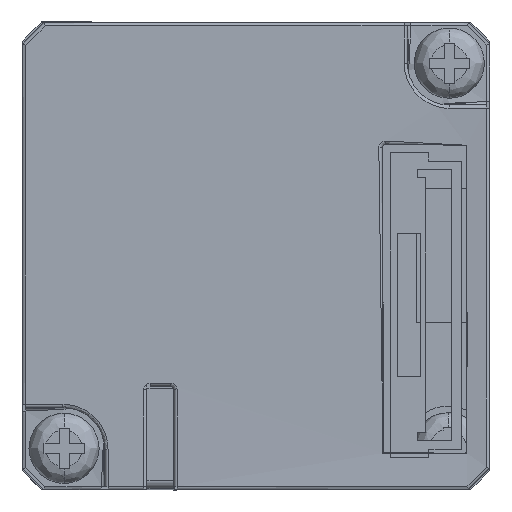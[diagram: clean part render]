
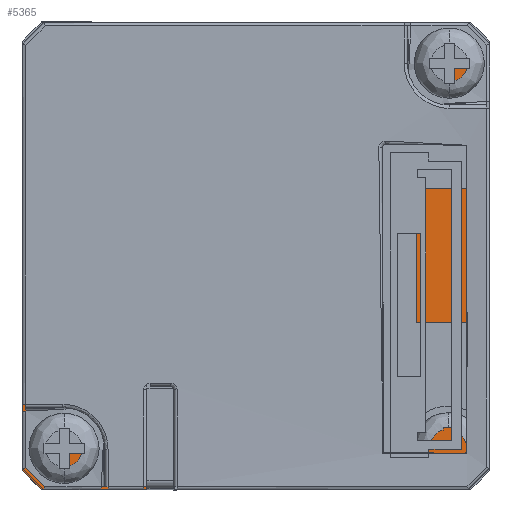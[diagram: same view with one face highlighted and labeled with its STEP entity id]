
A CAD part, front view. The second image highlights one B-rep face of the part: STEP entity #5365.
In plain terms, the highlighted planar face has unit normal (0, -1, 0).
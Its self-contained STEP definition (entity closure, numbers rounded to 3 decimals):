
#88 = DIRECTION ( 'NONE',  ( 0.707, 0., 0.707 ) ) ;
#113 = VERTEX_POINT ( 'NONE', #1749 ) ;
#266 = DIRECTION ( 'NONE',  ( 0., 0., -1. ) ) ;
#300 = CARTESIAN_POINT ( 'NONE',  ( 0.134, -31.654, 5.6 ) ) ;
#347 = AXIS2_PLACEMENT_3D ( 'NONE', #6254, #2186, #6936 ) ;
#380 = VERTEX_POINT ( 'NONE', #1651 ) ;
#596 = VERTEX_POINT ( 'NONE', #6209 ) ;
#744 = ORIENTED_EDGE ( 'NONE', *, *, #5347, .T. ) ;
#786 = DIRECTION ( 'NONE',  ( 1., 0., 0. ) ) ;
#918 = VECTOR ( 'NONE', #786, 1000. ) ;
#939 = ORIENTED_EDGE ( 'NONE', *, *, #5697, .T. ) ;
#1002 = VERTEX_POINT ( 'NONE', #7890 ) ;
#1164 = VECTOR ( 'NONE', #5816, 1000. ) ;
#1347 = LINE ( 'NONE', #6130, #6572 ) ;
#1557 = CARTESIAN_POINT ( 'NONE',  ( 0.134, -31.654, 33.6 ) ) ;
#1651 = CARTESIAN_POINT ( 'NONE',  ( -26.711, -31.654, 6.755 ) ) ;
#1679 = ORIENTED_EDGE ( 'NONE', *, *, #7790, .T. ) ;
#1715 = CARTESIAN_POINT ( 'NONE',  ( -26.711, -31.654, 32.445 ) ) ;
#1749 = CARTESIAN_POINT ( 'NONE',  ( 0.134, -31.654, 33.6 ) ) ;
#1797 = DIRECTION ( 'NONE',  ( 0., -1., 0. ) ) ;
#1838 = CARTESIAN_POINT ( 'NONE',  ( 1.289, -31.654, 32.445 ) ) ;
#1949 = EDGE_LOOP ( 'NONE', ( #6341, #3876 ) ) ;
#2023 = CARTESIAN_POINT ( 'NONE',  ( -25.557, -31.654, 33.6 ) ) ;
#2114 = CARTESIAN_POINT ( 'NONE',  ( 1.289, -31.654, 6.755 ) ) ;
#2186 = DIRECTION ( 'NONE',  ( 0., -1., 0. ) ) ;
#2229 = LINE ( 'NONE', #8092, #3190 ) ;
#2735 = LINE ( 'NONE', #5553, #918 ) ;
#2790 = EDGE_CURVE ( 'NONE', #113, #7151, #3405, .T. ) ;
#2939 = PLANE ( 'NONE',  #3627 ) ;
#3183 = LINE ( 'NONE', #1715, #1164 ) ;
#3190 = VECTOR ( 'NONE', #4722, 1000. ) ;
#3205 = ORIENTED_EDGE ( 'NONE', *, *, #2790, .T. ) ;
#3372 = DIRECTION ( 'NONE',  ( -0.707, 0., 0.707 ) ) ;
#3405 = LINE ( 'NONE', #1557, #6797 ) ;
#3627 = AXIS2_PLACEMENT_3D ( 'NONE', #3640, #4311, #266 ) ;
#3640 = CARTESIAN_POINT ( 'NONE',  ( -17.37, -31.654, 47.6 ) ) ;
#3738 = VECTOR ( 'NONE', #3372, 1000. ) ;
#3876 = ORIENTED_EDGE ( 'NONE', *, *, #8238, .F. ) ;
#3940 = ORIENTED_EDGE ( 'NONE', *, *, #5309, .T. ) ;
#3965 = LINE ( 'NONE', #6756, #3738 ) ;
#4297 = DIRECTION ( 'NONE',  ( -1., 0., 0. ) ) ;
#4311 = DIRECTION ( 'NONE',  ( 0., -1., 0. ) ) ;
#4482 = DIRECTION ( 'NONE',  ( -0.707, 0., -0.707 ) ) ;
#4540 = FACE_OUTER_BOUND ( 'NONE', #5177, .T. ) ;
#4722 = DIRECTION ( 'NONE',  ( 0.707, 0., -0.707 ) ) ;
#4957 = ORIENTED_EDGE ( 'NONE', *, *, #6001, .T. ) ;
#4959 = FACE_BOUND ( 'NONE', #1949, .T. ) ;
#5121 = LINE ( 'NONE', #8197, #6726 ) ;
#5177 = EDGE_LOOP ( 'NONE', ( #3205, #4957, #1679, #8182, #744, #939, #3940, #7326 ) ) ;
#5240 = VECTOR ( 'NONE', #4482, 1000. ) ;
#5309 = EDGE_CURVE ( 'NONE', #6842, #7482, #1347, .T. ) ;
#5347 = EDGE_CURVE ( 'NONE', #8098, #7038, #2735, .T. ) ;
#5365 = ADVANCED_FACE ( 'NONE', ( #4959, #4540 ), #2939, .T. ) ;
#5464 = DIRECTION ( 'NONE',  ( 0., 0., 1. ) ) ;
#5553 = CARTESIAN_POINT ( 'NONE',  ( -25.557, -31.654, 5.6 ) ) ;
#5599 = EDGE_CURVE ( 'NONE', #7482, #113, #3965, .T. ) ;
#5697 = EDGE_CURVE ( 'NONE', #7038, #6842, #5121, .T. ) ;
#5816 = DIRECTION ( 'NONE',  ( 0., 0., -1. ) ) ;
#5822 = CARTESIAN_POINT ( 'NONE',  ( -25.557, -31.654, 33.6 ) ) ;
#5874 = CARTESIAN_POINT ( 'NONE',  ( -12.711, -31.654, 19.6 ) ) ;
#6001 = EDGE_CURVE ( 'NONE', #7151, #1002, #7241, .T. ) ;
#6130 = CARTESIAN_POINT ( 'NONE',  ( 1.289, -31.654, 6.755 ) ) ;
#6209 = CARTESIAN_POINT ( 'NONE',  ( -12.711, -31.654, 18.1 ) ) ;
#6254 = CARTESIAN_POINT ( 'NONE',  ( -12.711, -31.654, 19.6 ) ) ;
#6341 = ORIENTED_EDGE ( 'NONE', *, *, #7285, .F. ) ;
#6554 = DIRECTION ( 'NONE',  ( 0., 0., -1. ) ) ;
#6568 = VERTEX_POINT ( 'NONE', #8415 ) ;
#6572 = VECTOR ( 'NONE', #5464, 1000. ) ;
#6726 = VECTOR ( 'NONE', #88, 1000. ) ;
#6756 = CARTESIAN_POINT ( 'NONE',  ( 1.289, -31.654, 32.445 ) ) ;
#6797 = VECTOR ( 'NONE', #4297, 1000. ) ;
#6842 = VERTEX_POINT ( 'NONE', #2114 ) ;
#6936 = DIRECTION ( 'NONE',  ( 0., 0., -1. ) ) ;
#7031 = AXIS2_PLACEMENT_3D ( 'NONE', #5874, #1797, #6554 ) ;
#7038 = VERTEX_POINT ( 'NONE', #300 ) ;
#7113 = EDGE_CURVE ( 'NONE', #380, #8098, #2229, .T. ) ;
#7151 = VERTEX_POINT ( 'NONE', #2023 ) ;
#7241 = LINE ( 'NONE', #5822, #5240 ) ;
#7285 = EDGE_CURVE ( 'NONE', #596, #6568, #7526, .T. ) ;
#7326 = ORIENTED_EDGE ( 'NONE', *, *, #5599, .T. ) ;
#7482 = VERTEX_POINT ( 'NONE', #1838 ) ;
#7526 = CIRCLE ( 'NONE', #347, 1.5 ) ;
#7790 = EDGE_CURVE ( 'NONE', #1002, #380, #3183, .T. ) ;
#7890 = CARTESIAN_POINT ( 'NONE',  ( -26.711, -31.654, 32.445 ) ) ;
#8092 = CARTESIAN_POINT ( 'NONE',  ( -26.711, -31.654, 6.755 ) ) ;
#8098 = VERTEX_POINT ( 'NONE', #8307 ) ;
#8182 = ORIENTED_EDGE ( 'NONE', *, *, #7113, .T. ) ;
#8197 = CARTESIAN_POINT ( 'NONE',  ( 0.134, -31.654, 5.6 ) ) ;
#8238 = EDGE_CURVE ( 'NONE', #6568, #596, #8570, .T. ) ;
#8307 = CARTESIAN_POINT ( 'NONE',  ( -25.557, -31.654, 5.6 ) ) ;
#8415 = CARTESIAN_POINT ( 'NONE',  ( -12.711, -31.654, 21.1 ) ) ;
#8570 = CIRCLE ( 'NONE', #7031, 1.5 ) ;
